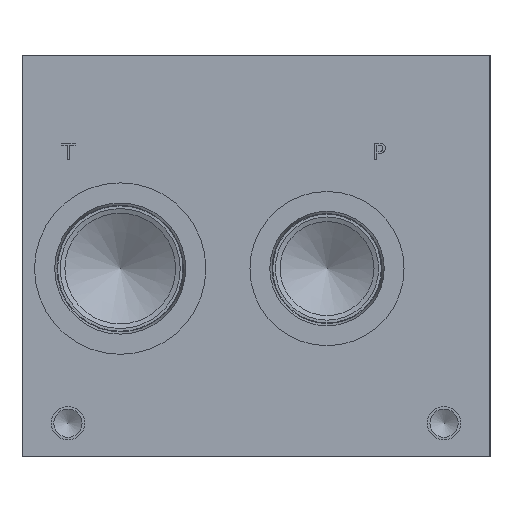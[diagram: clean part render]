
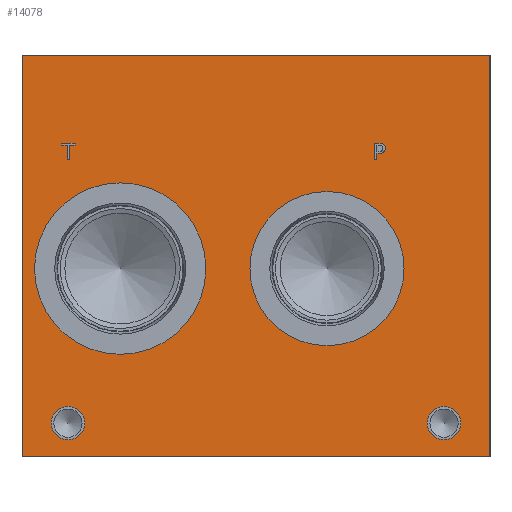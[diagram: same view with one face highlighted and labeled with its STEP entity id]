
A CAD part, left-side view. The second image highlights one B-rep face of the part: STEP entity #14078.
In plain terms, the highlighted planar face has unit normal (-1, 0, 0).
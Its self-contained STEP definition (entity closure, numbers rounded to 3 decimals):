
#211=CIRCLE('',#14833,32.563);
#212=CIRCLE('',#14834,32.563);
#213=CIRCLE('',#14835,29.286);
#214=CIRCLE('',#14836,29.286);
#215=CIRCLE('',#14837,6.35);
#216=CIRCLE('',#14838,6.35);
#217=CIRCLE('',#14839,6.35);
#218=CIRCLE('',#14840,6.35);
#716=B_SPLINE_CURVE_WITH_KNOTS('',2,(#21025,#21026,#21027,#21028),
 .UNSPECIFIED.,.F.,.F.,(3,1,3),(0.,1.,2.),.UNSPECIFIED.);
#718=B_SPLINE_CURVE_WITH_KNOTS('',2,(#21046,#21047,#21048,#21049),
 .UNSPECIFIED.,.F.,.F.,(3,1,3),(0.,1.,2.),.UNSPECIFIED.);
#720=B_SPLINE_CURVE_WITH_KNOTS('',2,(#21095,#21096,#21097,#21098),
 .UNSPECIFIED.,.F.,.F.,(3,1,3),(0.,1.,2.),.UNSPECIFIED.);
#722=B_SPLINE_CURVE_WITH_KNOTS('',2,(#21113,#21114,#21115,#21116),
 .UNSPECIFIED.,.F.,.F.,(3,1,3),(0.,1.,2.),.UNSPECIFIED.);
#1105=FACE_BOUND('',#2128,.T.);
#1106=FACE_BOUND('',#2129,.T.);
#1107=FACE_BOUND('',#2130,.T.);
#1108=FACE_BOUND('',#2131,.T.);
#1109=FACE_BOUND('',#2132,.T.);
#1110=FACE_BOUND('',#2133,.T.);
#1316=FACE_OUTER_BOUND('',#2127,.T.);
#2127=EDGE_LOOP('',(#9930,#9931,#9932,#9933));
#2128=EDGE_LOOP('',(#9934,#9935));
#2129=EDGE_LOOP('',(#9936,#9937));
#2130=EDGE_LOOP('',(#9938,#9939));
#2131=EDGE_LOOP('',(#9940,#9941));
#2132=EDGE_LOOP('',(#9942,#9943,#9944,#9945,#9946,#9947,#9948,#9949));
#2133=EDGE_LOOP('',(#9950,#9951,#9952,#9953,#9954,#9955,#9956,#9957,#9958));
#2913=LINE('',#19349,#4243);
#3315=LINE('',#21058,#4645);
#3318=LINE('',#21064,#4648);
#3321=LINE('',#21070,#4651);
#3324=LINE('',#21076,#4654);
#3327=LINE('',#21082,#4657);
#3331=LINE('',#21124,#4661);
#3332=LINE('',#21126,#4662);
#3333=LINE('',#21127,#4663);
#3334=LINE('',#21146,#4664);
#3335=LINE('',#21148,#4665);
#3336=LINE('',#21150,#4666);
#3337=LINE('',#21152,#4667);
#3338=LINE('',#21154,#4668);
#3339=LINE('',#21156,#4669);
#3340=LINE('',#21158,#4670);
#3341=LINE('',#21159,#4671);
#4243=VECTOR('',#15809,10.);
#4645=VECTOR('',#16373,10.);
#4648=VECTOR('',#16378,10.);
#4651=VECTOR('',#16383,10.);
#4654=VECTOR('',#16388,10.);
#4657=VECTOR('',#16393,10.);
#4661=VECTOR('',#16401,10.);
#4662=VECTOR('',#16402,10.);
#4663=VECTOR('',#16403,10.);
#4664=VECTOR('',#16420,10.);
#4665=VECTOR('',#16421,10.);
#4666=VECTOR('',#16422,10.);
#4667=VECTOR('',#16423,10.);
#4668=VECTOR('',#16424,10.);
#4669=VECTOR('',#16425,10.);
#4670=VECTOR('',#16426,10.);
#4671=VECTOR('',#16427,10.);
#5566=VERTEX_POINT('',#19342);
#5569=VERTEX_POINT('',#19347);
#6041=VERTEX_POINT('',#21023);
#6042=VERTEX_POINT('',#21024);
#6045=VERTEX_POINT('',#21045);
#6047=VERTEX_POINT('',#21057);
#6049=VERTEX_POINT('',#21063);
#6051=VERTEX_POINT('',#21069);
#6053=VERTEX_POINT('',#21075);
#6055=VERTEX_POINT('',#21081);
#6057=VERTEX_POINT('',#21094);
#6059=VERTEX_POINT('',#21123);
#6060=VERTEX_POINT('',#21125);
#6061=VERTEX_POINT('',#21128);
#6062=VERTEX_POINT('',#21129);
#6063=VERTEX_POINT('',#21132);
#6064=VERTEX_POINT('',#21133);
#6065=VERTEX_POINT('',#21136);
#6066=VERTEX_POINT('',#21137);
#6067=VERTEX_POINT('',#21140);
#6068=VERTEX_POINT('',#21141);
#6069=VERTEX_POINT('',#21144);
#6070=VERTEX_POINT('',#21145);
#6071=VERTEX_POINT('',#21147);
#6072=VERTEX_POINT('',#21149);
#6073=VERTEX_POINT('',#21151);
#6074=VERTEX_POINT('',#21153);
#6075=VERTEX_POINT('',#21155);
#6076=VERTEX_POINT('',#21157);
#7004=EDGE_CURVE('',#5566,#5569,#2913,.T.);
#7552=EDGE_CURVE('',#6041,#6042,#716,.T.);
#7556=EDGE_CURVE('',#6045,#6041,#718,.T.);
#7559=EDGE_CURVE('',#6047,#6045,#3315,.T.);
#7562=EDGE_CURVE('',#6049,#6047,#3318,.T.);
#7565=EDGE_CURVE('',#6051,#6049,#3321,.T.);
#7568=EDGE_CURVE('',#6053,#6051,#3324,.T.);
#7571=EDGE_CURVE('',#6055,#6053,#3327,.T.);
#7574=EDGE_CURVE('',#6057,#6055,#720,.T.);
#7577=EDGE_CURVE('',#6042,#6057,#722,.T.);
#7579=EDGE_CURVE('',#6059,#5566,#3331,.T.);
#7580=EDGE_CURVE('',#6060,#5569,#3332,.T.);
#7581=EDGE_CURVE('',#6059,#6060,#3333,.T.);
#7582=EDGE_CURVE('',#6061,#6062,#211,.T.);
#7583=EDGE_CURVE('',#6062,#6061,#212,.T.);
#7584=EDGE_CURVE('',#6063,#6064,#213,.T.);
#7585=EDGE_CURVE('',#6064,#6063,#214,.T.);
#7586=EDGE_CURVE('',#6065,#6066,#215,.T.);
#7587=EDGE_CURVE('',#6066,#6065,#216,.T.);
#7588=EDGE_CURVE('',#6067,#6068,#217,.T.);
#7589=EDGE_CURVE('',#6068,#6067,#218,.T.);
#7590=EDGE_CURVE('',#6069,#6070,#3334,.T.);
#7591=EDGE_CURVE('',#6070,#6071,#3335,.T.);
#7592=EDGE_CURVE('',#6071,#6072,#3336,.T.);
#7593=EDGE_CURVE('',#6072,#6073,#3337,.T.);
#7594=EDGE_CURVE('',#6073,#6074,#3338,.T.);
#7595=EDGE_CURVE('',#6074,#6075,#3339,.T.);
#7596=EDGE_CURVE('',#6075,#6076,#3340,.T.);
#7597=EDGE_CURVE('',#6076,#6069,#3341,.T.);
#9930=ORIENTED_EDGE('',*,*,#7579,.T.);
#9931=ORIENTED_EDGE('',*,*,#7004,.T.);
#9932=ORIENTED_EDGE('',*,*,#7580,.F.);
#9933=ORIENTED_EDGE('',*,*,#7581,.F.);
#9934=ORIENTED_EDGE('',*,*,#7582,.T.);
#9935=ORIENTED_EDGE('',*,*,#7583,.T.);
#9936=ORIENTED_EDGE('',*,*,#7584,.T.);
#9937=ORIENTED_EDGE('',*,*,#7585,.T.);
#9938=ORIENTED_EDGE('',*,*,#7586,.T.);
#9939=ORIENTED_EDGE('',*,*,#7587,.T.);
#9940=ORIENTED_EDGE('',*,*,#7588,.T.);
#9941=ORIENTED_EDGE('',*,*,#7589,.T.);
#9942=ORIENTED_EDGE('',*,*,#7590,.T.);
#9943=ORIENTED_EDGE('',*,*,#7591,.T.);
#9944=ORIENTED_EDGE('',*,*,#7592,.T.);
#9945=ORIENTED_EDGE('',*,*,#7593,.T.);
#9946=ORIENTED_EDGE('',*,*,#7594,.T.);
#9947=ORIENTED_EDGE('',*,*,#7595,.T.);
#9948=ORIENTED_EDGE('',*,*,#7596,.T.);
#9949=ORIENTED_EDGE('',*,*,#7597,.T.);
#9950=ORIENTED_EDGE('',*,*,#7552,.T.);
#9951=ORIENTED_EDGE('',*,*,#7577,.T.);
#9952=ORIENTED_EDGE('',*,*,#7574,.T.);
#9953=ORIENTED_EDGE('',*,*,#7571,.T.);
#9954=ORIENTED_EDGE('',*,*,#7568,.T.);
#9955=ORIENTED_EDGE('',*,*,#7565,.T.);
#9956=ORIENTED_EDGE('',*,*,#7562,.T.);
#9957=ORIENTED_EDGE('',*,*,#7559,.T.);
#9958=ORIENTED_EDGE('',*,*,#7556,.T.);
#13086=PLANE('',#14832);
#14078=ADVANCED_FACE('',(#1316,#1105,#1106,#1107,#1108,#1109,#1110),#13086,
 .T.);
#14832=AXIS2_PLACEMENT_3D('',#21122,#16399,#16400);
#14833=AXIS2_PLACEMENT_3D('',#21130,#16404,#16405);
#14834=AXIS2_PLACEMENT_3D('',#21131,#16406,#16407);
#14835=AXIS2_PLACEMENT_3D('',#21134,#16408,#16409);
#14836=AXIS2_PLACEMENT_3D('',#21135,#16410,#16411);
#14837=AXIS2_PLACEMENT_3D('',#21138,#16412,#16413);
#14838=AXIS2_PLACEMENT_3D('',#21139,#16414,#16415);
#14839=AXIS2_PLACEMENT_3D('',#21142,#16416,#16417);
#14840=AXIS2_PLACEMENT_3D('',#21143,#16418,#16419);
#15809=DIRECTION('',(0.,0.,1.));
#16373=DIRECTION('',(0.,-1.,0.));
#16378=DIRECTION('',(0.,0.,1.));
#16383=DIRECTION('',(0.,1.,0.));
#16388=DIRECTION('',(0.,0.,-1.));
#16393=DIRECTION('',(0.,1.,0.));
#16399=DIRECTION('center_axis',(-1.,0.,0.));
#16400=DIRECTION('ref_axis',(0.,-1.,0.));
#16401=DIRECTION('',(0.,-1.,0.));
#16402=DIRECTION('',(0.,-1.,0.));
#16403=DIRECTION('',(0.,0.,1.));
#16404=DIRECTION('center_axis',(1.,0.,0.));
#16405=DIRECTION('ref_axis',(0.,0.,1.));
#16406=DIRECTION('center_axis',(1.,0.,0.));
#16407=DIRECTION('ref_axis',(0.,0.,1.));
#16408=DIRECTION('center_axis',(1.,0.,0.));
#16409=DIRECTION('ref_axis',(0.,0.,1.));
#16410=DIRECTION('center_axis',(1.,0.,0.));
#16411=DIRECTION('ref_axis',(0.,0.,1.));
#16412=DIRECTION('center_axis',(1.,0.,0.));
#16413=DIRECTION('ref_axis',(0.,1.,0.));
#16414=DIRECTION('center_axis',(1.,0.,0.));
#16415=DIRECTION('ref_axis',(0.,1.,0.));
#16416=DIRECTION('center_axis',(1.,0.,0.));
#16417=DIRECTION('ref_axis',(0.,1.,0.));
#16418=DIRECTION('center_axis',(1.,0.,0.));
#16419=DIRECTION('ref_axis',(0.,1.,0.));
#16420=DIRECTION('',(0.,1.,0.));
#16421=DIRECTION('',(0.,0.,1.));
#16422=DIRECTION('',(0.,1.,0.));
#16423=DIRECTION('',(0.,0.,1.));
#16424=DIRECTION('',(0.,-1.,0.));
#16425=DIRECTION('',(0.,0.,-1.));
#16426=DIRECTION('',(0.,1.,0.));
#16427=DIRECTION('',(0.,0.,-1.));
#19342=CARTESIAN_POINT('',(0.,0.,0.));
#19347=CARTESIAN_POINT('',(0.,0.,152.4));
#19349=CARTESIAN_POINT('',(0.,0.,0.));
#21023=CARTESIAN_POINT('',(0.,40.549,118.666));
#21024=CARTESIAN_POINT('',(0.,39.793,117.148));
#21025=CARTESIAN_POINT('Ctrl Pts',(0.,40.549,118.666));
#21026=CARTESIAN_POINT('Ctrl Pts',(0.,40.194,118.424));
#21027=CARTESIAN_POINT('Ctrl Pts',(0.,39.793,117.678));
#21028=CARTESIAN_POINT('Ctrl Pts',(0.,39.793,117.148));
#21045=CARTESIAN_POINT('',(0.,42.212,119.062));
#21046=CARTESIAN_POINT('Ctrl Pts',(0.,42.212,119.062));
#21047=CARTESIAN_POINT('Ctrl Pts',(0.,41.646,119.062));
#21048=CARTESIAN_POINT('Ctrl Pts',(0.,40.853,118.877));
#21049=CARTESIAN_POINT('Ctrl Pts',(0.,40.549,118.666));
#21057=CARTESIAN_POINT('',(0.,43.807,119.062));
#21058=CARTESIAN_POINT('',(0.,110.803,119.062));
#21063=CARTESIAN_POINT('',(0.,43.807,112.713));
#21064=CARTESIAN_POINT('',(0.,43.807,56.356));
#21069=CARTESIAN_POINT('',(0.,42.963,112.713));
#21070=CARTESIAN_POINT('',(0.,110.381,112.713));
#21075=CARTESIAN_POINT('',(0.,42.963,115.08));
#21076=CARTESIAN_POINT('',(0.,42.963,57.54));
#21081=CARTESIAN_POINT('',(0.,42.248,115.08));
#21082=CARTESIAN_POINT('',(0.,110.024,115.08));
#21094=CARTESIAN_POINT('',(0.,40.349,115.738));
#21095=CARTESIAN_POINT('Ctrl Pts',(0.,40.349,115.738));
#21096=CARTESIAN_POINT('Ctrl Pts',(0.,40.678,115.414));
#21097=CARTESIAN_POINT('Ctrl Pts',(0.,41.568,115.08));
#21098=CARTESIAN_POINT('Ctrl Pts',(0.,42.248,115.08));
#21113=CARTESIAN_POINT('Ctrl Pts',(0.,39.793,117.148));
#21114=CARTESIAN_POINT('Ctrl Pts',(0.,39.793,116.737));
#21115=CARTESIAN_POINT('Ctrl Pts',(0.,40.086,115.996));
#21116=CARTESIAN_POINT('Ctrl Pts',(0.,40.349,115.738));
#21122=CARTESIAN_POINT('Origin',(0.,177.8,0.));
#21123=CARTESIAN_POINT('',(0.,177.8,0.));
#21124=CARTESIAN_POINT('',(0.,177.8,0.));
#21125=CARTESIAN_POINT('',(0.,177.8,152.4));
#21126=CARTESIAN_POINT('',(0.,177.8,152.4));
#21127=CARTESIAN_POINT('',(0.,177.8,0.));
#21128=CARTESIAN_POINT('',(0.,140.487,103.988));
#21129=CARTESIAN_POINT('',(0.,140.487,38.862));
#21130=CARTESIAN_POINT('Origin',(0.,140.487,71.425));
#21131=CARTESIAN_POINT('Origin',(0.,140.487,71.425));
#21132=CARTESIAN_POINT('',(0.,61.925,100.711));
#21133=CARTESIAN_POINT('',(0.,61.925,42.139));
#21134=CARTESIAN_POINT('Origin',(0.,61.925,71.425));
#21135=CARTESIAN_POINT('Origin',(0.,61.925,71.425));
#21136=CARTESIAN_POINT('',(0.,166.675,12.7));
#21137=CARTESIAN_POINT('',(0.,153.975,12.7));
#21138=CARTESIAN_POINT('Origin',(0.,160.325,12.7));
#21139=CARTESIAN_POINT('Origin',(0.,160.325,12.7));
#21140=CARTESIAN_POINT('',(0.,23.825,12.7));
#21141=CARTESIAN_POINT('',(0.,11.125,12.7));
#21142=CARTESIAN_POINT('Origin',(0.,17.475,12.7));
#21143=CARTESIAN_POINT('Origin',(0.,17.475,12.7));
#21144=CARTESIAN_POINT('',(0.,159.75,112.713));
#21145=CARTESIAN_POINT('',(0.,160.594,112.713));
#21146=CARTESIAN_POINT('',(0.,168.775,112.713));
#21147=CARTESIAN_POINT('',(0.,160.594,118.311));
#21148=CARTESIAN_POINT('',(0.,160.594,56.356));
#21149=CARTESIAN_POINT('',(0.,162.724,118.311));
#21150=CARTESIAN_POINT('',(0.,169.197,118.311));
#21151=CARTESIAN_POINT('',(0.,162.724,119.062));
#21152=CARTESIAN_POINT('',(0.,162.724,59.156));
#21153=CARTESIAN_POINT('',(0.,157.619,119.062));
#21154=CARTESIAN_POINT('',(0.,170.262,119.062));
#21155=CARTESIAN_POINT('',(0.,157.619,118.311));
#21156=CARTESIAN_POINT('',(0.,157.619,59.531));
#21157=CARTESIAN_POINT('',(0.,159.75,118.311));
#21158=CARTESIAN_POINT('',(0.,167.71,118.311));
#21159=CARTESIAN_POINT('',(0.,159.75,59.156));
